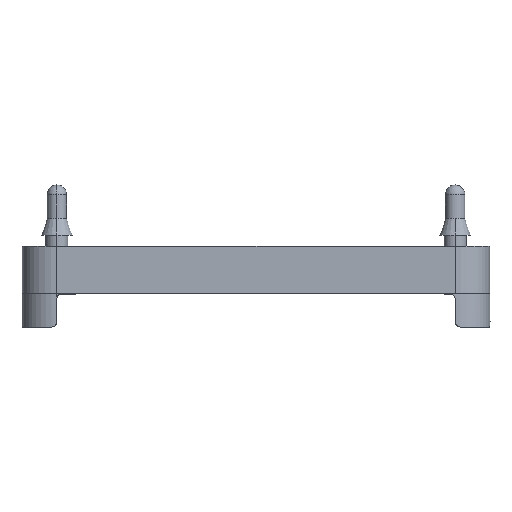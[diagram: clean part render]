
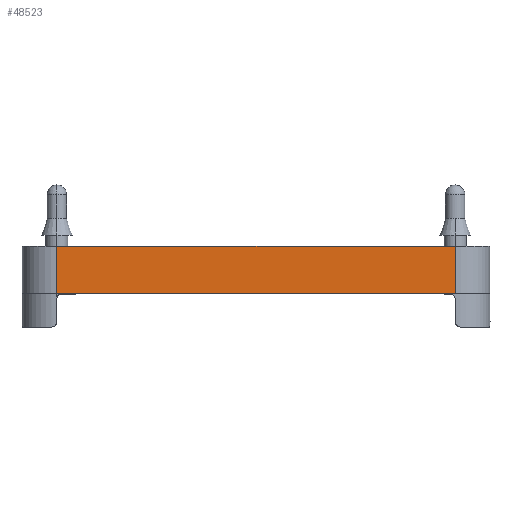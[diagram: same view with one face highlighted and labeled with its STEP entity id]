
A CAD part, left-side view. The second image highlights one B-rep face of the part: STEP entity #48523.
In plain terms, the highlighted planar face has unit normal (-1, 0, 0).
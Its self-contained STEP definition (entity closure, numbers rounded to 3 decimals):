
#943=CARTESIAN_POINT('',(-42.0,35.715,-2.0));
#944=VERTEX_POINT('',#943);
#5631=CARTESIAN_POINT('',(-42.0,-35.715,-2.0));
#5632=VERTEX_POINT('',#5631);
#5640=CARTESIAN_POINT('',(-42.0,-35.715,-2.0));
#5641=DIRECTION('',(0.0,1.0,0.0));
#5642=VECTOR('',#5641,71.429);
#5643=LINE('',#5640,#5642);
#5644=EDGE_CURVE('',#5632,#944,#5643,.T.);
#46857=CARTESIAN_POINT('',(-42.,-35.75,-2.0));
#46858=VERTEX_POINT('',#46857);
#46866=CARTESIAN_POINT('',(-42.,-35.75,-2.0));
#46867=DIRECTION('',(0.,1.0,0.0));
#46868=VECTOR('',#46867,0.035);
#46869=LINE('',#46866,#46868);
#46870=EDGE_CURVE('',#46858,#5632,#46869,.T.);
#46931=CARTESIAN_POINT('',(-42.,35.75,-2.0));
#46932=VERTEX_POINT('',#46931);
#46950=CARTESIAN_POINT('',(-42.0,35.715,-2.0));
#46951=DIRECTION('',(0.,1.0,0.0));
#46952=VECTOR('',#46951,0.035);
#46953=LINE('',#46950,#46952);
#46954=EDGE_CURVE('',#944,#46932,#46953,.T.);
#48491=CARTESIAN_POINT('',(-42.,-35.75,-2.0));
#48492=DIRECTION('',(-1.0,0.0,0.0));
#48493=DIRECTION('',(0.0,0.0,1.0));
#48494=AXIS2_PLACEMENT_3D('',#48491,#48492,#48493);
#48495=PLANE('',#48494);
#48496=CARTESIAN_POINT('',(-42.,-35.75,6.5));
#48497=VERTEX_POINT('',#48496);
#48498=CARTESIAN_POINT('',(-42.,-35.75,-2.0));
#48499=DIRECTION('',(0.0,0.0,1.0));
#48500=VECTOR('',#48499,8.5);
#48501=LINE('',#48498,#48500);
#48502=EDGE_CURVE('',#46858,#48497,#48501,.T.);
#48503=ORIENTED_EDGE('',*,*,#48502,.T.);
#48504=CARTESIAN_POINT('',(-42.,35.75,6.5));
#48505=VERTEX_POINT('',#48504);
#48506=CARTESIAN_POINT('',(-42.,-35.75,6.5));
#48507=DIRECTION('',(0.0,1.0,0.0));
#48508=VECTOR('',#48507,71.5);
#48509=LINE('',#48506,#48508);
#48510=EDGE_CURVE('',#48497,#48505,#48509,.T.);
#48511=ORIENTED_EDGE('',*,*,#48510,.T.);
#48512=CARTESIAN_POINT('',(-42.,35.75,-2.0));
#48513=DIRECTION('',(0.0,0.0,1.0));
#48514=VECTOR('',#48513,8.5);
#48515=LINE('',#48512,#48514);
#48516=EDGE_CURVE('',#46932,#48505,#48515,.T.);
#48517=ORIENTED_EDGE('',*,*,#48516,.F.);
#48518=ORIENTED_EDGE('',*,*,#46954,.F.);
#48519=ORIENTED_EDGE('',*,*,#5644,.F.);
#48520=ORIENTED_EDGE('',*,*,#46870,.F.);
#48521=EDGE_LOOP('',(#48503,#48511,#48517,#48518,#48519,#48520));
#48522=FACE_OUTER_BOUND('',#48521,.T.);
#48523=ADVANCED_FACE('',(#48522),#48495,.T.);
